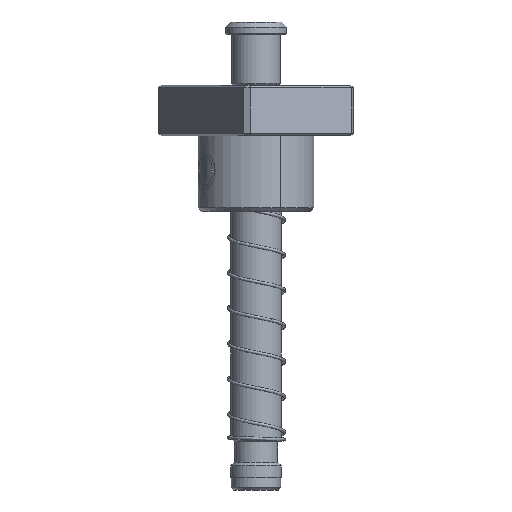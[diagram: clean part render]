
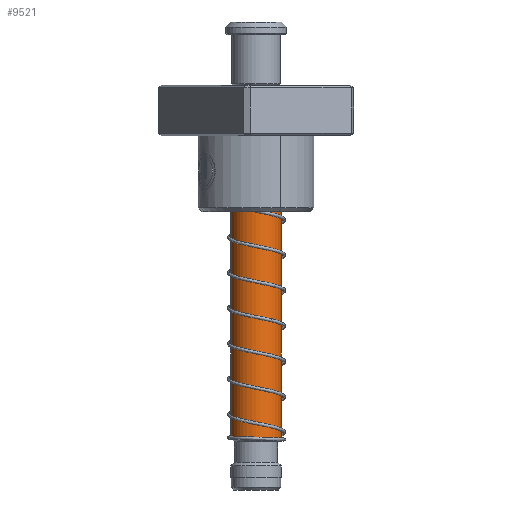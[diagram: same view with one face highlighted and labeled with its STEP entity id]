
A CAD part, front view. The second image highlights one B-rep face of the part: STEP entity #9521.
In plain terms, the highlighted cylindrical face has radius 10 mm (diameter 20 mm), a partial arc.
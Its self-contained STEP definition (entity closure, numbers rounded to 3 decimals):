
#665 = CARTESIAN_POINT ( 'NONE',  ( 0., 0., 20.5 ) ) ;
#1077 = DIRECTION ( 'NONE',  ( 0., 0., -1. ) ) ;
#1938 = CARTESIAN_POINT ( 'NONE',  ( 10., 0., 160. ) ) ;
#2285 = LINE ( 'NONE', #23944, #9812 ) ;
#3429 = ORIENTED_EDGE ( 'NONE', *, *, #19219, .F. ) ;
#3872 = CIRCLE ( 'NONE', #27111, 10. ) ;
#5808 = CARTESIAN_POINT ( 'NONE',  ( 10., 0., 157.5 ) ) ;
#6465 = ORIENTED_EDGE ( 'NONE', *, *, #25211, .T. ) ;
#7466 = ORIENTED_EDGE ( 'NONE', *, *, #25363, .T. ) ;
#8616 = VERTEX_POINT ( 'NONE', #19243 ) ;
#8825 = DIRECTION ( 'NONE',  ( 0., 0., -1. ) ) ;
#9521 = ADVANCED_FACE ( 'NONE', ( #11906 ), #16327, .T. ) ;
#9771 = DIRECTION ( 'NONE',  ( -1., 0., 0. ) ) ;
#9812 = VECTOR ( 'NONE', #8825, 1000. ) ;
#10623 = VECTOR ( 'NONE', #21757, 1000. ) ;
#10624 = VERTEX_POINT ( 'NONE', #25324 ) ;
#11906 = FACE_OUTER_BOUND ( 'NONE', #13879, .T. ) ;
#13879 = EDGE_LOOP ( 'NONE', ( #3429, #6465, #7466, #25953 ) ) ;
#15912 = VERTEX_POINT ( 'NONE', #5808 ) ;
#16148 = EDGE_CURVE ( 'NONE', #10624, #17643, #22840, .T. ) ;
#16327 = CYLINDRICAL_SURFACE ( 'NONE', #17679, 10. ) ;
#17233 = DIRECTION ( 'NONE',  ( 0., 0., -1. ) ) ;
#17643 = VERTEX_POINT ( 'NONE', #20877 ) ;
#17679 = AXIS2_PLACEMENT_3D ( 'NONE', #20602, #1077, #9771 ) ;
#19219 = EDGE_CURVE ( 'NONE', #15912, #10624, #21469, .T. ) ;
#19243 = CARTESIAN_POINT ( 'NONE',  ( -10., 0., 157.5 ) ) ;
#20602 = CARTESIAN_POINT ( 'NONE',  ( 0., 0., 160. ) ) ;
#20877 = CARTESIAN_POINT ( 'NONE',  ( -10., 0., 20.5 ) ) ;
#21252 = CARTESIAN_POINT ( 'NONE',  ( 0., 0., 157.5 ) ) ;
#21469 = LINE ( 'NONE', #1938, #10623 ) ;
#21478 = AXIS2_PLACEMENT_3D ( 'NONE', #665, #27036, #22344 ) ;
#21757 = DIRECTION ( 'NONE',  ( 0., 0., -1. ) ) ;
#22344 = DIRECTION ( 'NONE',  ( -1., 0., 0. ) ) ;
#22840 = CIRCLE ( 'NONE', #21478, 10. ) ;
#23944 = CARTESIAN_POINT ( 'NONE',  ( -10., 0., 160. ) ) ;
#25211 = EDGE_CURVE ( 'NONE', #15912, #8616, #3872, .T. ) ;
#25324 = CARTESIAN_POINT ( 'NONE',  ( 10., 0., 20.5 ) ) ;
#25363 = EDGE_CURVE ( 'NONE', #8616, #17643, #2285, .T. ) ;
#25952 = DIRECTION ( 'NONE',  ( 1., 0., 0. ) ) ;
#25953 = ORIENTED_EDGE ( 'NONE', *, *, #16148, .F. ) ;
#27036 = DIRECTION ( 'NONE',  ( 0., 0., -1. ) ) ;
#27111 = AXIS2_PLACEMENT_3D ( 'NONE', #21252, #17233, #25952 ) ;
